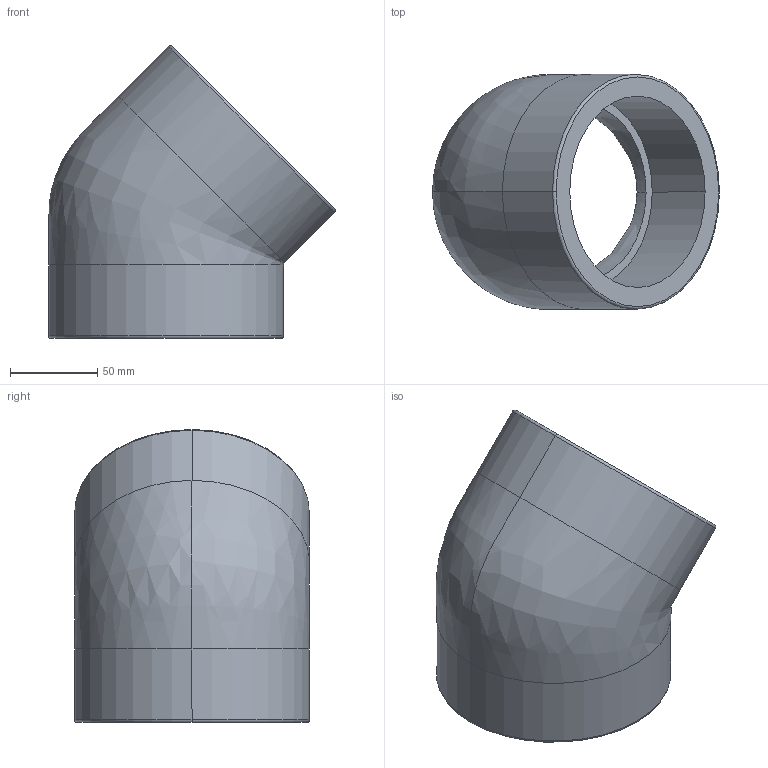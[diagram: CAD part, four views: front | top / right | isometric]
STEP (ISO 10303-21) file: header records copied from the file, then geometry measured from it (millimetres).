
FILE_DESCRIPTION(('STEP AP214'),'1');
FILE_NAME('him110.stp','2018-02-09T07:58:59',('TraceParts'),('TraceParts S.A.'),'Spatial InterOp 3D',' ',' ');
FILE_SCHEMA(('automotive_design'));
Length unit declared in the file: millimetre
Products named in the file (1): him110
Bounding box: 164.81 x 135 x 168.31 mm (x, y, z)
Volume: 764688.6 mm3; surface area: 119316 mm2
Topology: 1 solids, 1 shells, 20 faces, 44 edges, 28 vertices
Faces by surface type: cylinder 8, bspline 4, torus 4, plane 4
Entity records: 1730 total; most frequent: CARTESIAN_POINT 1099, DIRECTION 98, ORIENTED_EDGE 88, AXIS2_PLACEMENT_3D 45, EDGE_CURVE 44, VERTEX_POINT 28, CIRCLE 28, EDGE_LOOP 24
